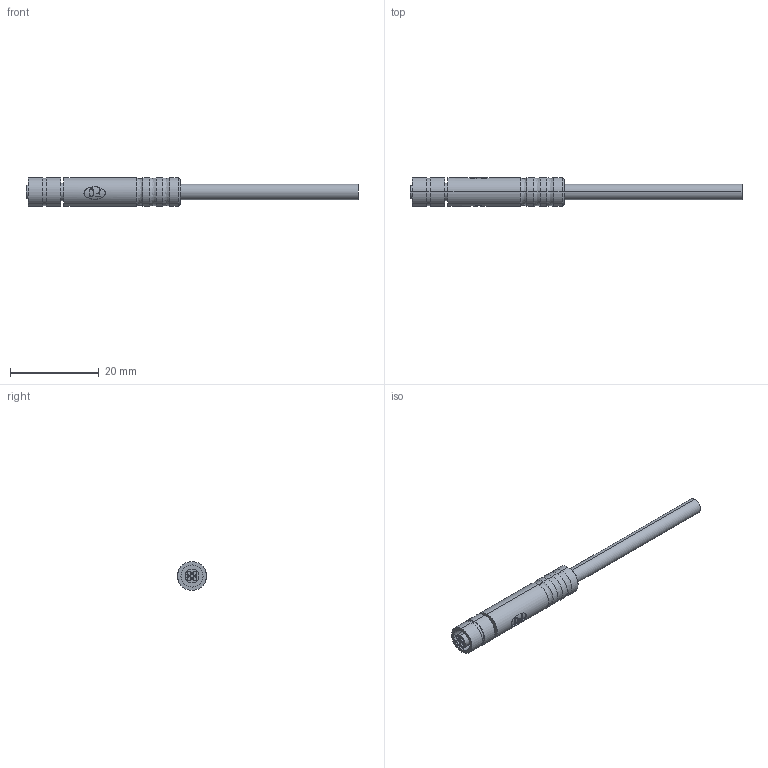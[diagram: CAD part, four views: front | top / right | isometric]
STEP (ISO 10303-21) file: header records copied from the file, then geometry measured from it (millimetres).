
FILE_DESCRIPTION (( 'STEP AP203' ), '1' );
FILE_NAME ('P07.STEP', '2020-03-30T05:37:18', ( 'edpusr' ), ( 'Microsoft' ), 'SwSTEP 2.0', 'SolidWorks 2015', '' );
FILE_SCHEMA (( 'CONFIG_CONTROL_DESIGN' ));
Length unit declared in the file: millimetre
Products named in the file (1): P07
Bounding box: 74.8 x 6.5 x 6.5 mm (x, y, z)
Volume: 1423 mm3; surface area: 1419.9 mm2
Topology: 1 solids, 1 shells, 126 faces, 302 edges, 194 vertices
Faces by surface type: bspline 57, cylinder 36, plane 23, cone 10
Entity records: 8612 total; most frequent: CARTESIAN_POINT 5897, ORIENTED_EDGE 604, DIRECTION 431, EDGE_CURVE 302, VERTEX_POINT 194, AXIS2_PLACEMENT_3D 160, EDGE_LOOP 142, ADVANCED_FACE 126
